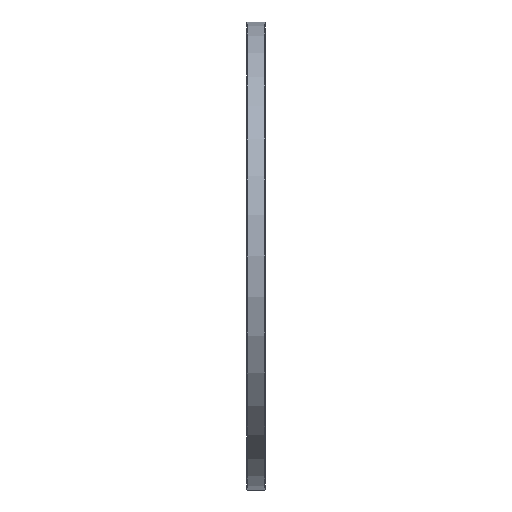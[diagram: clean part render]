
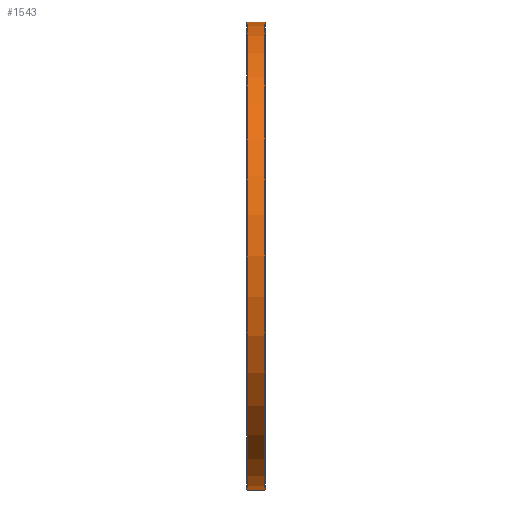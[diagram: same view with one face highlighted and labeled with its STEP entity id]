
A CAD part, left-side view. The second image highlights one B-rep face of the part: STEP entity #1543.
In plain terms, the highlighted cylindrical face has radius 255 mm (diameter 510 mm), a partial arc.
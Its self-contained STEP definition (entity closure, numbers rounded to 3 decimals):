
#137 = CARTESIAN_POINT ( 'NONE',  ( 0., 20., 255. ) ) ;
#169 = DIRECTION ( 'NONE',  ( 0., -1., 0. ) ) ;
#341 = VERTEX_POINT ( 'NONE', #438 ) ;
#346 = ORIENTED_EDGE ( 'NONE', *, *, #3037, .T. ) ;
#425 = LINE ( 'NONE', #137, #779 ) ;
#438 = CARTESIAN_POINT ( 'NONE',  ( 0., 19.6, -255. ) ) ;
#454 = VERTEX_POINT ( 'NONE', #3092 ) ;
#565 = VECTOR ( 'NONE', #2543, 1000. ) ;
#710 = DIRECTION ( 'NONE',  ( 0., 0., -1. ) ) ;
#718 = CARTESIAN_POINT ( 'NONE',  ( 0., 20., 0. ) ) ;
#735 = DIRECTION ( 'NONE',  ( 0., -1., 0. ) ) ;
#745 = CYLINDRICAL_SURFACE ( 'NONE', #999, 255. ) ;
#779 = VECTOR ( 'NONE', #169, 1000. ) ;
#810 = ORIENTED_EDGE ( 'NONE', *, *, #1756, .F. ) ;
#839 = CIRCLE ( 'NONE', #2333, 255. ) ;
#865 = AXIS2_PLACEMENT_3D ( 'NONE', #1380, #1374, #1370 ) ;
#957 = CIRCLE ( 'NONE', #865, 255. ) ;
#999 = AXIS2_PLACEMENT_3D ( 'NONE', #718, #735, #710 ) ;
#1045 = VERTEX_POINT ( 'NONE', #1902 ) ;
#1051 = EDGE_LOOP ( 'NONE', ( #810, #1162, #346, #1085 ) ) ;
#1085 = ORIENTED_EDGE ( 'NONE', *, *, #2239, .T. ) ;
#1162 = ORIENTED_EDGE ( 'NONE', *, *, #2366, .T. ) ;
#1370 = DIRECTION ( 'NONE',  ( 0., 0., 1. ) ) ;
#1374 = DIRECTION ( 'NONE',  ( 0., -1., 0. ) ) ;
#1380 = CARTESIAN_POINT ( 'NONE',  ( 0., 19.6, 0. ) ) ;
#1543 = ADVANCED_FACE ( 'NONE', ( #2900 ), #745, .T. ) ;
#1756 = EDGE_CURVE ( 'NONE', #2859, #454, #425, .T. ) ;
#1771 = DIRECTION ( 'NONE',  ( 0., 0., 1. ) ) ;
#1779 = DIRECTION ( 'NONE',  ( 0., 1., 0. ) ) ;
#1783 = CARTESIAN_POINT ( 'NONE',  ( 0., 0.4, 0. ) ) ;
#1902 = CARTESIAN_POINT ( 'NONE',  ( 0., 0.4, -255. ) ) ;
#2239 = EDGE_CURVE ( 'NONE', #1045, #454, #839, .T. ) ;
#2333 = AXIS2_PLACEMENT_3D ( 'NONE', #1783, #1779, #1771 ) ;
#2366 = EDGE_CURVE ( 'NONE', #2859, #341, #957, .T. ) ;
#2543 = DIRECTION ( 'NONE',  ( 0., -1., 0. ) ) ;
#2657 = CARTESIAN_POINT ( 'NONE',  ( 0., 20., -255. ) ) ;
#2859 = VERTEX_POINT ( 'NONE', #3105 ) ;
#2900 = FACE_OUTER_BOUND ( 'NONE', #1051, .T. ) ;
#2998 = LINE ( 'NONE', #2657, #565 ) ;
#3037 = EDGE_CURVE ( 'NONE', #341, #1045, #2998, .T. ) ;
#3092 = CARTESIAN_POINT ( 'NONE',  ( 0., 0.4, 255. ) ) ;
#3105 = CARTESIAN_POINT ( 'NONE',  ( 0., 19.6, 255. ) ) ;
